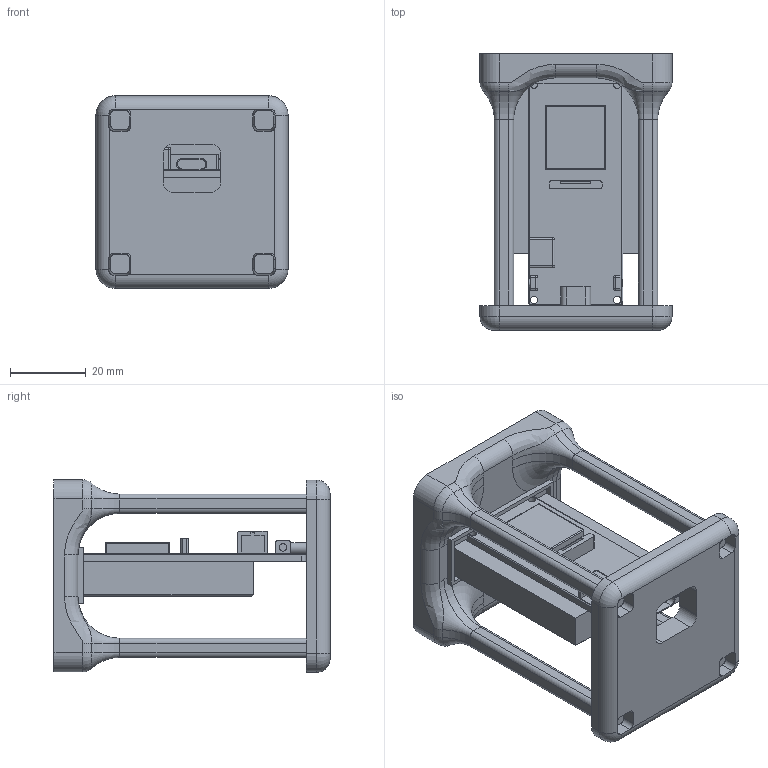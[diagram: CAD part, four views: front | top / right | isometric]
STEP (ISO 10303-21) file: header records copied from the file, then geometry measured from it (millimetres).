
FILE_DESCRIPTION(/* description */ ('STEP AP242','CAx-IF Rec.Pracs.---Representation and Presentation of Product Manufacturing Information (PMI)---4.0---2014-10-13','CAx-IF Rec.Pracs.---3D Tessellated Geometry---0.4---2014-09-14','2;1'),/* implementation_level */ '2;1');
FILE_NAME(/* name */ '6865b5a29b57f969a5163878',/* time_stamp */ '2025-07-02T22:41:39Z',/* author */ (''),/* organization */ (''),/* preprocessor_version */ 'ST-DEVELOPER v20',/* originating_system */ 'ONSHAPE BY PTC INC, 1.200',/* authorisation */ ' ');
FILE_SCHEMA (('AP242_MANAGED_MODEL_BASED_3D_ENGINEERING_MIM_LF { 1 0 10303 442 1 1 4 }'));
Length unit declared in the file: metre
Products named in the file (5): Assembly 1; Part 1; FireBeetle ESP32
Assembly tree (4 placements, depth 2):
  Assembly 1
    Part 1
    Part 1
    FireBeetle ESP32
    Part 1
Bounding box: 50.81 x 72.99 x 50.91 mm (x, y, z)
Volume: 55367 mm3; surface area: 31759.3 mm2
Topology: 4 solids, 4 shells, 2005 faces, 4627 edges, 2811 vertices
Faces by surface type: plane 1768, cylinder 123, bspline 76, torus 28, sphere 10
Full cylindrical faces by diameter (mm): 2 x6
Entity records: 56223 total; most frequent: CARTESIAN_POINT 10834, ORIENTED_EDGE 9220, DIRECTION 8568, EDGE_CURVE 4610, LINE 4168, VECTOR 4168, VERTEX_POINT 2810, EDGE_LOOP 2220
